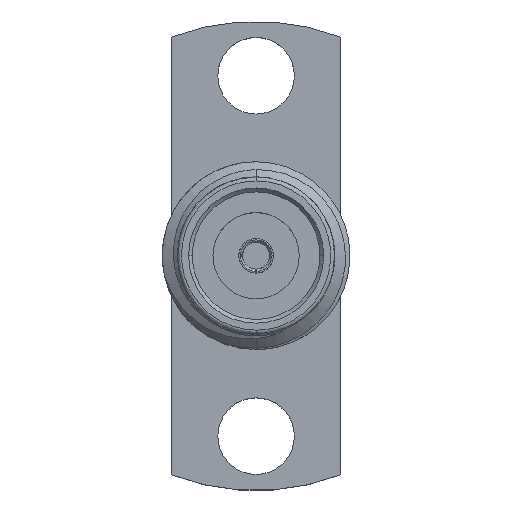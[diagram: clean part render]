
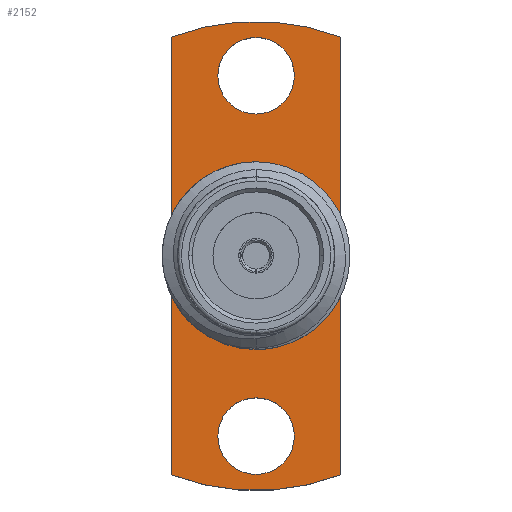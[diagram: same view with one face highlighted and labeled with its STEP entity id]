
A CAD part, top view. The second image highlights one B-rep face of the part: STEP entity #2152.
In plain terms, the highlighted planar face has unit normal (0, 0, 1).
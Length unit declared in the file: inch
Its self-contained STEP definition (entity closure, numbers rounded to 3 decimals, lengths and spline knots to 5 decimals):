
#26 = EDGE_CURVE ( 'NONE', #919, #705, #375, .T. ) ;
#29 = FACE_BOUND ( 'NONE', #2411, .T. ) ;
#152 = CIRCLE ( 'NONE', #1692, 0.051 ) ;
#230 = ORIENTED_EDGE ( 'NONE', *, *, #1819, .F. ) ;
#341 = CARTESIAN_POINT ( 'NONE',  ( 0., 0., 0. ) ) ;
#346 = CARTESIAN_POINT ( 'NONE',  ( 0., -0.24, 0. ) ) ;
#369 = CARTESIAN_POINT ( 'NONE',  ( 0., 0., 0. ) ) ;
#375 = CIRCLE ( 'NONE', #437, 0.3125 ) ;
#433 = CARTESIAN_POINT ( 'NONE',  ( -0.051, -0.24, 0. ) ) ;
#437 = AXIS2_PLACEMENT_3D ( 'NONE', #369, #3355, #3397 ) ;
#442 = EDGE_CURVE ( 'NONE', #622, #3511, #2889, .T. ) ;
#474 = CARTESIAN_POINT ( 'NONE',  ( 0., 0.24, 0. ) ) ;
#505 = LINE ( 'NONE', #2955, #2775 ) ;
#570 = DIRECTION ( 'NONE',  ( 1., 0., 0. ) ) ;
#601 = AXIS2_PLACEMENT_3D ( 'NONE', #341, #1166, #1178 ) ;
#622 = VERTEX_POINT ( 'NONE', #1845 ) ;
#664 = VERTEX_POINT ( 'NONE', #433 ) ;
#705 = VERTEX_POINT ( 'NONE', #1049 ) ;
#732 = CARTESIAN_POINT ( 'NONE',  ( 0., 0., 0. ) ) ;
#752 = DIRECTION ( 'NONE',  ( 0., 0., 1. ) ) ;
#778 = EDGE_CURVE ( 'NONE', #919, #955, #3104, .T. ) ;
#898 = DIRECTION ( 'NONE',  ( 1., 0., 0. ) ) ;
#901 = DIRECTION ( 'NONE',  ( -1., 0., 0. ) ) ;
#911 = CARTESIAN_POINT ( 'NONE',  ( 0., 0.24, 0. ) ) ;
#919 = VERTEX_POINT ( 'NONE', #1940 ) ;
#955 = VERTEX_POINT ( 'NONE', #1928 ) ;
#998 = EDGE_CURVE ( 'NONE', #664, #2781, #1198, .T. ) ;
#1011 = CIRCLE ( 'NONE', #1732, 0.10433 ) ;
#1020 = DIRECTION ( 'NONE',  ( 0., 0., -1. ) ) ;
#1049 = CARTESIAN_POINT ( 'NONE',  ( -0.1125, -0.29155, 0. ) ) ;
#1114 = ORIENTED_EDGE ( 'NONE', *, *, #3396, .T. ) ;
#1140 = CARTESIAN_POINT ( 'NONE',  ( 0., -0.10433, 0. ) ) ;
#1153 = PLANE ( 'NONE',  #3417 ) ;
#1166 = DIRECTION ( 'NONE',  ( 0., 0., 1. ) ) ;
#1178 = DIRECTION ( 'NONE',  ( -1., 0., 0. ) ) ;
#1198 = CIRCLE ( 'NONE', #2980, 0.051 ) ;
#1279 = CARTESIAN_POINT ( 'NONE',  ( 0., -0.24, 0. ) ) ;
#1376 = VERTEX_POINT ( 'NONE', #2897 ) ;
#1388 = AXIS2_PLACEMENT_3D ( 'NONE', #1279, #2617, #2076 ) ;
#1419 = CARTESIAN_POINT ( 'NONE',  ( 0.1125, -0.3125, 0. ) ) ;
#1424 = CARTESIAN_POINT ( 'NONE',  ( 0., 0., 0. ) ) ;
#1430 = DIRECTION ( 'NONE',  ( 0., 0., 1. ) ) ;
#1512 = CARTESIAN_POINT ( 'NONE',  ( 0., 0., 0. ) ) ;
#1524 = AXIS2_PLACEMENT_3D ( 'NONE', #732, #1020, #2087 ) ;
#1614 = EDGE_CURVE ( 'NONE', #2781, #664, #2258, .T. ) ;
#1628 = CIRCLE ( 'NONE', #1524, 0.3125 ) ;
#1637 = ORIENTED_EDGE ( 'NONE', *, *, #1614, .F. ) ;
#1656 = FACE_BOUND ( 'NONE', #2535, .T. ) ;
#1668 = DIRECTION ( 'NONE',  ( 0., 0., 1. ) ) ;
#1692 = AXIS2_PLACEMENT_3D ( 'NONE', #474, #752, #2668 ) ;
#1725 = EDGE_LOOP ( 'NONE', ( #3389, #1114, #2165, #2815 ) ) ;
#1732 = AXIS2_PLACEMENT_3D ( 'NONE', #1512, #2539, #901 ) ;
#1799 = EDGE_LOOP ( 'NONE', ( #1637, #2971 ) ) ;
#1819 = EDGE_CURVE ( 'NONE', #3511, #622, #152, .T. ) ;
#1845 = CARTESIAN_POINT ( 'NONE',  ( 0.051, 0.24, 0. ) ) ;
#1850 = AXIS2_PLACEMENT_3D ( 'NONE', #911, #1430, #898 ) ;
#1928 = CARTESIAN_POINT ( 'NONE',  ( 0.1125, 0.29155, 0. ) ) ;
#1940 = CARTESIAN_POINT ( 'NONE',  ( 0.1125, -0.29155, 0. ) ) ;
#2025 = ORIENTED_EDGE ( 'NONE', *, *, #2053, .F. ) ;
#2053 = EDGE_CURVE ( 'NONE', #1376, #2104, #3276, .T. ) ;
#2076 = DIRECTION ( 'NONE',  ( 1., 0., 0. ) ) ;
#2087 = DIRECTION ( 'NONE',  ( -1., 0., 0. ) ) ;
#2104 = VERTEX_POINT ( 'NONE', #1140 ) ;
#2131 = ORIENTED_EDGE ( 'NONE', *, *, #442, .F. ) ;
#2133 = EDGE_CURVE ( 'NONE', #2104, #1376, #1011, .T. ) ;
#2152 = ADVANCED_FACE ( 'NONE', ( #29, #3014, #1656, #2382 ), #1153, .F. ) ;
#2165 = ORIENTED_EDGE ( 'NONE', *, *, #26, .F. ) ;
#2258 = CIRCLE ( 'NONE', #1388, 0.051 ) ;
#2269 = ORIENTED_EDGE ( 'NONE', *, *, #2133, .F. ) ;
#2382 = FACE_OUTER_BOUND ( 'NONE', #1725, .T. ) ;
#2411 = EDGE_LOOP ( 'NONE', ( #2269, #2025 ) ) ;
#2535 = EDGE_LOOP ( 'NONE', ( #2131, #230 ) ) ;
#2539 = DIRECTION ( 'NONE',  ( 0., 0., 1. ) ) ;
#2617 = DIRECTION ( 'NONE',  ( 0., 0., 1. ) ) ;
#2668 = DIRECTION ( 'NONE',  ( 1., 0., 0. ) ) ;
#2719 = CARTESIAN_POINT ( 'NONE',  ( -0.051, 0.24, 0. ) ) ;
#2768 = VECTOR ( 'NONE', #3347, 39.37008 ) ;
#2775 = VECTOR ( 'NONE', #3230, 39.37008 ) ;
#2781 = VERTEX_POINT ( 'NONE', #2838 ) ;
#2815 = ORIENTED_EDGE ( 'NONE', *, *, #778, .T. ) ;
#2827 = EDGE_CURVE ( 'NONE', #3459, #955, #1628, .T. ) ;
#2838 = CARTESIAN_POINT ( 'NONE',  ( 0.051, -0.24, 0. ) ) ;
#2889 = CIRCLE ( 'NONE', #1850, 0.051 ) ;
#2897 = CARTESIAN_POINT ( 'NONE',  ( 0., 0.10433, 0. ) ) ;
#2955 = CARTESIAN_POINT ( 'NONE',  ( -0.1125, -0.3125, 0. ) ) ;
#2971 = ORIENTED_EDGE ( 'NONE', *, *, #998, .F. ) ;
#2980 = AXIS2_PLACEMENT_3D ( 'NONE', #346, #1668, #570 ) ;
#3014 = FACE_BOUND ( 'NONE', #1799, .T. ) ;
#3039 = DIRECTION ( 'NONE',  ( 0., 0., -1. ) ) ;
#3104 = LINE ( 'NONE', #1419, #2768 ) ;
#3134 = DIRECTION ( 'NONE',  ( -1., 0., 0. ) ) ;
#3230 = DIRECTION ( 'NONE',  ( 0., -1., 0. ) ) ;
#3276 = CIRCLE ( 'NONE', #601, 0.10433 ) ;
#3347 = DIRECTION ( 'NONE',  ( 0., 1., 0. ) ) ;
#3355 = DIRECTION ( 'NONE',  ( 0., 0., -1. ) ) ;
#3389 = ORIENTED_EDGE ( 'NONE', *, *, #2827, .F. ) ;
#3396 = EDGE_CURVE ( 'NONE', #3459, #705, #505, .T. ) ;
#3397 = DIRECTION ( 'NONE',  ( -1., 0., 0. ) ) ;
#3417 = AXIS2_PLACEMENT_3D ( 'NONE', #1424, #3039, #3134 ) ;
#3457 = CARTESIAN_POINT ( 'NONE',  ( -0.1125, 0.29155, 0. ) ) ;
#3459 = VERTEX_POINT ( 'NONE', #3457 ) ;
#3511 = VERTEX_POINT ( 'NONE', #2719 ) ;
